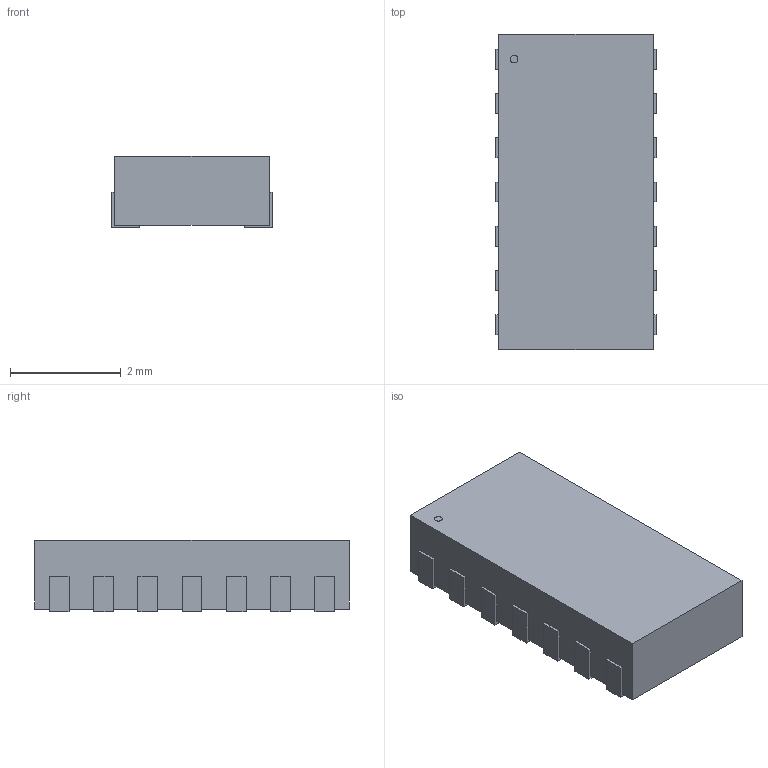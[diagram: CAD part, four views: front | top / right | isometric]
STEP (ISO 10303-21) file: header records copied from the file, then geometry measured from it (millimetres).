
FILE_DESCRIPTION(('STEP AP214'),'1');
FILE_NAME('21-0880B','2020-01-13T01:14:31',(''),(''),'','','');
FILE_SCHEMA(('AUTOMOTIVE_DESIGN'));
Length unit declared in the file: millimetre
Products named in the file (1): product
Bounding box: 2.9 x 5.69 x 1.3 mm (x, y, z)
Volume: 20.1 mm3; surface area: 66 mm2
Topology: 16 solids, 16 shells, 121 faces, 267 edges, 178 vertices
Faces by surface type: plane 120, cylinder 1
Full cylindrical faces by diameter (mm): 0.14 x1
Entity records: 3140 total; most frequent: ORIENTED_EDGE 532, DIRECTION 514, CARTESIAN_POINT 303, EDGE_CURVE 266, LINE 264, VECTOR 264, VERTEX_POINT 178, AXIS2_PLACEMENT_3D 125
